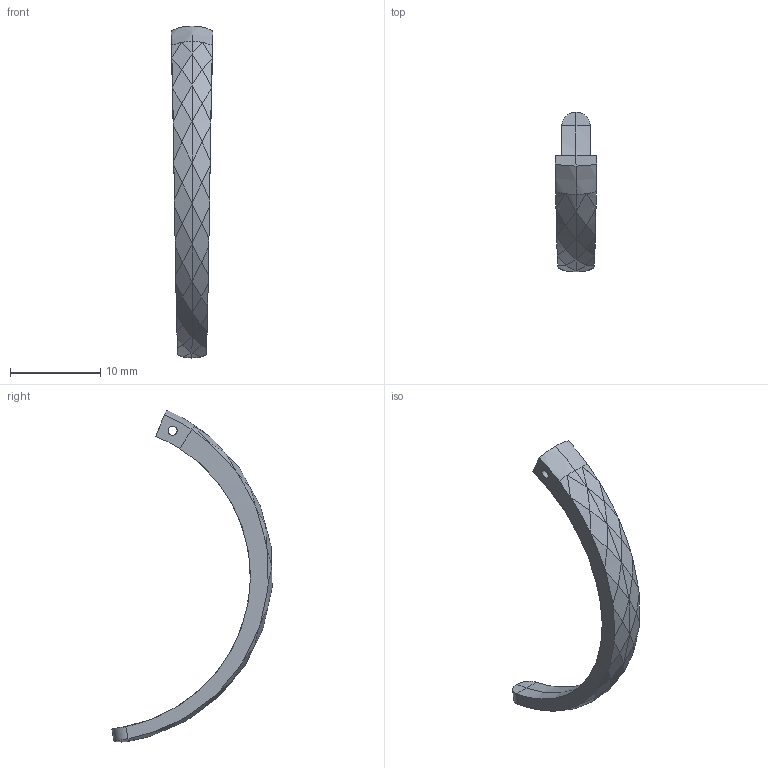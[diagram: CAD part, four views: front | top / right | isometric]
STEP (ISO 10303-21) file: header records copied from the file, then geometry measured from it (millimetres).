
FILE_DESCRIPTION(/* description */ (''),/* implementation_level */ '2;1');
FILE_NAME(/* name */ 'ARMBAN~2',/* time_stamp */ '2021-03-09T14:44:37+01:00',/* author */ (''),/* organization */ (''),/* preprocessor_version */ 'ST-DEVELOPER v16.5',/* originating_system */ '',/* authorisation */ '');
FILE_SCHEMA (('CONFIG_CONTROL_DESIGN'));
Length unit declared in the file: millimetre
Products named in the file (1): Document
Bounding box: 4.6 x 17.74 x 36.75 mm (x, y, z)
Volume: 401.1 mm3; surface area: 579.6 mm2
Topology: 1 solids, 1 shells, 88 faces, 197 edges, 101 vertices
Faces by surface type: bspline 58, plane 22, cylinder 8
Entity records: 3284 total; most frequent: CARTESIAN_POINT 1968, ORIENTED_EDGE 374, EDGE_CURVE 187, B_SPLINE_CURVE_WITH_KNOTS 158, VERTEX_POINT 101, EDGE_LOOP 90, ADVANCED_FACE 88, FACE_OUTER_BOUND 88
